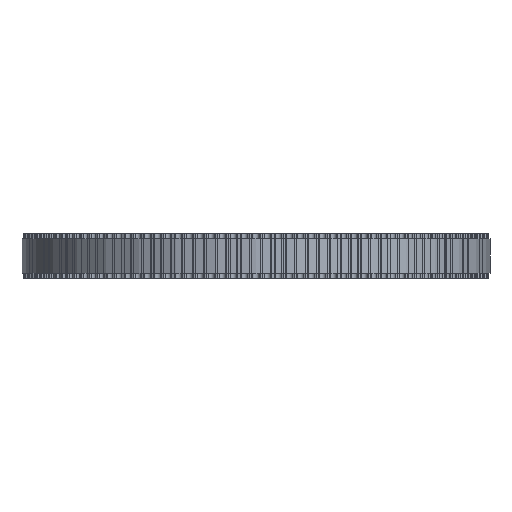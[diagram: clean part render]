
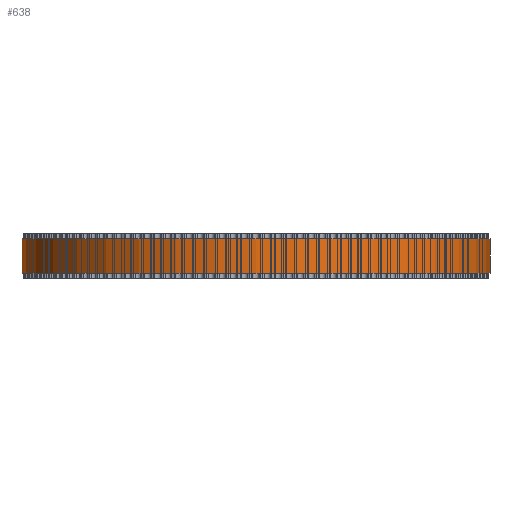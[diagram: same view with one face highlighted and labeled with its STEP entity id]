
A CAD part, front view. The second image highlights one B-rep face of the part: STEP entity #638.
In plain terms, the highlighted cylindrical face has radius 41.062 mm (diameter 82.124 mm), a full revolution.
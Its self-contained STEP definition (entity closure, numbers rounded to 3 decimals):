
#97=FACE_BOUND('',#2192,.T.);
#98=FACE_BOUND('',#2193,.T.);
#638=ADVANCED_FACE('',(#97,#98),#1155,.T.);
#1155=CYLINDRICAL_SURFACE('',#11495,41.062);
#2192=EDGE_LOOP('',(#6322));
#2193=EDGE_LOOP('',(#6323));
#6322=ORIENTED_EDGE('',*,*,#8906,.T.);
#6323=ORIENTED_EDGE('',*,*,#8907,.T.);
#7356=VERTEX_POINT('',#18220);
#7357=VERTEX_POINT('',#18222);
#8906=EDGE_CURVE('',#7356,#7356,#9940,.T.);
#8907=EDGE_CURVE('',#7357,#7357,#9941,.T.);
#9940=CIRCLE('',#11493,41.062);
#9941=CIRCLE('',#11494,41.062);
#11493=AXIS2_PLACEMENT_3D('',#18219,#15114,#15115);
#11494=AXIS2_PLACEMENT_3D('',#18221,#15116,#15117);
#11495=AXIS2_PLACEMENT_3D('',#18223,#15118,#15119);
#15114=DIRECTION('',(0.,0.,1.));
#15115=DIRECTION('',(1.,0.,0.));
#15116=DIRECTION('',(0.,0.,-1.));
#15117=DIRECTION('',(1.,0.,0.));
#15118=DIRECTION('',(0.,0.,1.));
#15119=DIRECTION('',(1.,0.,0.));
#18219=CARTESIAN_POINT('',(0.,0.,1.));
#18220=CARTESIAN_POINT('',(41.062,0.,1.));
#18221=CARTESIAN_POINT('',(0.,0.,7.));
#18222=CARTESIAN_POINT('',(41.062,0.,7.));
#18223=CARTESIAN_POINT('',(0.,0.,1.));
